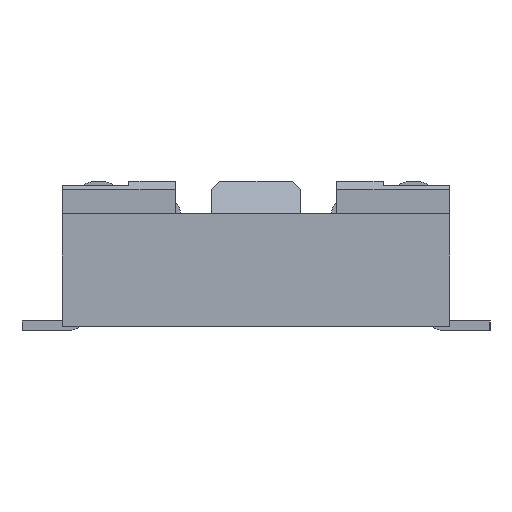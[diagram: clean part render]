
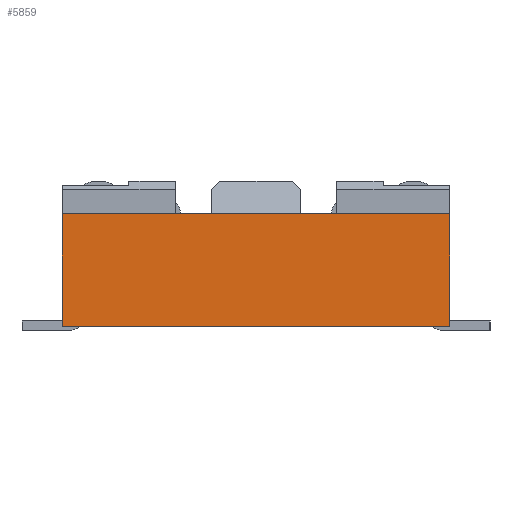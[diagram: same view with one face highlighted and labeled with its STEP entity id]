
A CAD part, left-side view. The second image highlights one B-rep face of the part: STEP entity #5859.
In plain terms, the highlighted planar face has unit normal (-1, 0, 0).
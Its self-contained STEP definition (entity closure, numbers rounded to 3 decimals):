
#373 = CARTESIAN_POINT ( 'NONE',  ( -6.5, 2.4, 1.45 ) ) ;
#374 = DIRECTION ( 'NONE',  ( 0., 0., -1. ) ) ;
#416 = EDGE_CURVE ( 'NONE', #6304, #6279, #8267, .T. ) ;
#438 = EDGE_CURVE ( 'NONE', #7447, #6280, #12866, .T. ) ;
#458 = EDGE_CURVE ( 'NONE', #6304, #7447, #12906, .T. ) ;
#1218 = CARTESIAN_POINT ( 'NONE',  ( -6.5, -2.4, 1.45 ) ) ;
#1219 = DIRECTION ( 'NONE',  ( 0., 1., 0. ) ) ;
#5859 = ADVANCED_FACE ( 'NONE', ( #18506 ), #10013, .T. ) ;
#6279 = VERTEX_POINT ( 'NONE', #10172 ) ;
#6280 = VERTEX_POINT ( 'NONE', #10173 ) ;
#6304 = VERTEX_POINT ( 'NONE', #10197 ) ;
#6684 = EDGE_LOOP ( 'NONE', ( #22269, #22270, #22271, #22272 ) ) ;
#6777 = CARTESIAN_POINT ( 'NONE',  ( -6.5, -2.4, 0.05 ) ) ;
#6778 = DIRECTION ( 'NONE',  ( 0., 1., 0. ) ) ;
#7447 = VERTEX_POINT ( 'NONE', #11758 ) ;
#8267 = LINE ( 'NONE', #8424, #8268 ) ;
#8268 = VECTOR ( 'NONE', #8426, 1000. ) ;
#8424 = CARTESIAN_POINT ( 'NONE',  ( -6.5, -2.4, 1.45 ) ) ;
#8426 = DIRECTION ( 'NONE',  ( 0., 0., -1. ) ) ;
#10013 = PLANE ( 'NONE',  #11749 ) ;
#10014 = CARTESIAN_POINT ( 'NONE',  ( -6.5, -2.4, 1.45 ) ) ;
#10015 = DIRECTION ( 'NONE',  ( -1., 0., 0. ) ) ;
#10016 = DIRECTION ( 'NONE',  ( 0., -1., 0. ) ) ;
#10172 = CARTESIAN_POINT ( 'NONE',  ( -6.5, -2.4, 0.05 ) ) ;
#10173 = CARTESIAN_POINT ( 'NONE',  ( -6.5, 2.4, 0.05 ) ) ;
#10197 = CARTESIAN_POINT ( 'NONE',  ( -6.5, -2.4, 1.45 ) ) ;
#10897 = EDGE_CURVE ( 'NONE', #6279, #6280, #18926, .T. ) ;
#11749 = AXIS2_PLACEMENT_3D ( 'NONE', #10014, #10015, #10016 ) ;
#11758 = CARTESIAN_POINT ( 'NONE',  ( -6.5, 2.4, 1.45 ) ) ;
#12866 = LINE ( 'NONE', #373, #12867 ) ;
#12867 = VECTOR ( 'NONE', #374, 1000. ) ;
#12906 = LINE ( 'NONE', #1218, #12907 ) ;
#12907 = VECTOR ( 'NONE', #1219, 1000. ) ;
#18506 = FACE_OUTER_BOUND ( 'NONE', #6684, .T. ) ;
#18926 = LINE ( 'NONE', #6777, #18927 ) ;
#18927 = VECTOR ( 'NONE', #6778, 1000. ) ;
#22269 = ORIENTED_EDGE ( 'NONE', *, *, #10897, .F. ) ;
#22270 = ORIENTED_EDGE ( 'NONE', *, *, #416, .F. ) ;
#22271 = ORIENTED_EDGE ( 'NONE', *, *, #458, .T. ) ;
#22272 = ORIENTED_EDGE ( 'NONE', *, *, #438, .T. ) ;
